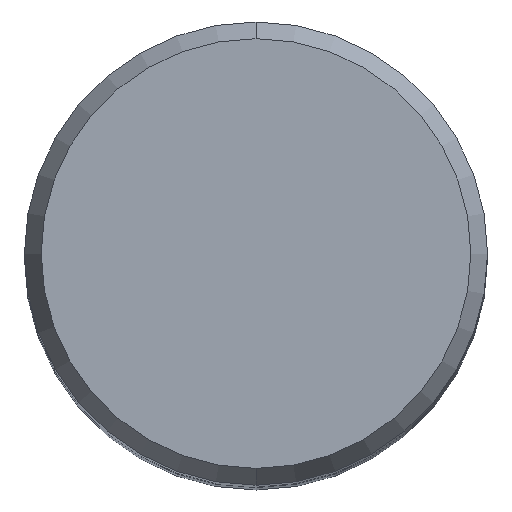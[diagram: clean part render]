
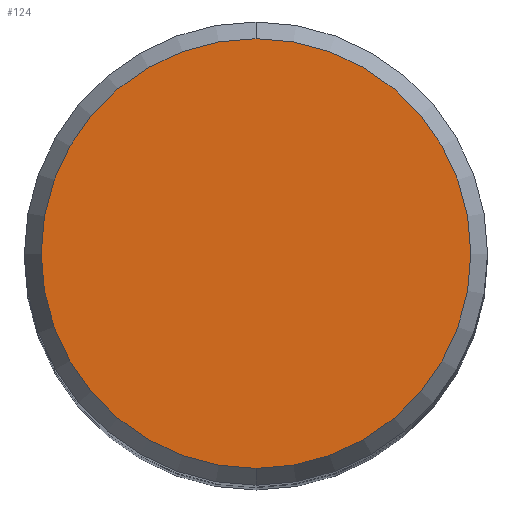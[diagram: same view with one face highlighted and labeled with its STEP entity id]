
A CAD part, top view. The second image highlights one B-rep face of the part: STEP entity #124.
In plain terms, the highlighted planar face has unit normal (0, 0, 1).
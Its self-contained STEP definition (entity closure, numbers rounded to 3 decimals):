
#98=EDGE_CURVE('',#172,#136,#220,.T.);
#124=ADVANCED_FACE('',(#248),#249,.T.);
#136=VERTEX_POINT('',#263);
#144=EDGE_CURVE('',#136,#172,#272,.T.);
#172=VERTEX_POINT('',#304);
#220=CIRCLE('',#356,8.837);
#248=FACE_OUTER_BOUND('',#391,.T.);
#249=PLANE('',#392);
#263=CARTESIAN_POINT('',(0.0,8.837,0.01));
#272=CIRCLE('',#419,8.837);
#304=CARTESIAN_POINT('',(0.,-8.837,0.01));
#356=AXIS2_PLACEMENT_3D('',#493,#494,#495);
#391=EDGE_LOOP('',(#531,#532));
#392=AXIS2_PLACEMENT_3D('',#533,#534,#535);
#419=AXIS2_PLACEMENT_3D('',#568,#569,#570);
#493=CARTESIAN_POINT('',(0.0,0.0,0.01));
#494=DIRECTION('',(0.0,0.0,-1.0));
#495=DIRECTION('',(0.0,1.0,0.0));
#531=ORIENTED_EDGE('',*,*,#144,.F.);
#532=ORIENTED_EDGE('',*,*,#98,.F.);
#533=CARTESIAN_POINT('',(0.0,4.419,0.01));
#534=DIRECTION('',(-0.0,0.0,1.0));
#535=DIRECTION('',(0.0,-1.0,0.0));
#568=CARTESIAN_POINT('',(0.0,0.0,0.01));
#569=DIRECTION('',(0.0,0.0,-1.0));
#570=DIRECTION('',(0.0,1.0,0.0));
